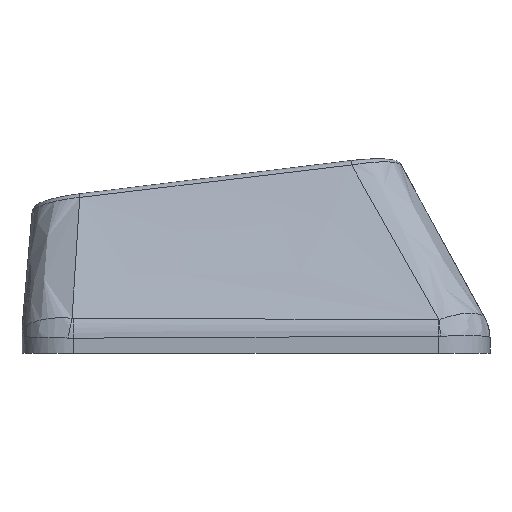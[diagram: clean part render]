
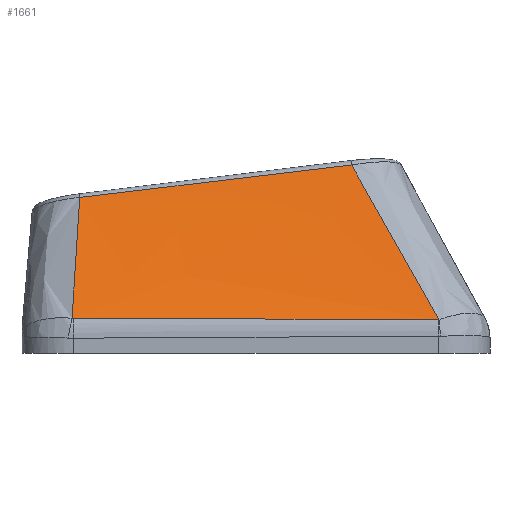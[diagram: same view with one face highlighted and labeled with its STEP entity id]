
A CAD part, left-side view. The second image highlights one B-rep face of the part: STEP entity #1661.
In plain terms, the highlighted free-form (B-spline) face has degree [3, 3] with [4, 4] control points.
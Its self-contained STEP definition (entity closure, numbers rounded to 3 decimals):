
#29=B_SPLINE_SURFACE_WITH_KNOTS('',3,3,((#3573,#3574,#3575,#3576),(#3577,
#3578,#3579,#3580),(#3581,#3582,#3583,#3584),(#3585,#3586,#3587,#3588)),
 .UNSPECIFIED.,.F.,.F.,.F.,(4,4),(4,4),(0.101,0.893),
(0.031,0.954),.UNSPECIFIED.);
#168=FACE_OUTER_BOUND('',#258,.T.);
#258=EDGE_LOOP('',(#1381,#1382,#1383,#1384,#1385,#1386));
#416=B_SPLINE_CURVE_WITH_KNOTS('',3,(#3431,#3432,#3433,#3434),
 .UNSPECIFIED.,.F.,.F.,(4,4),(0.,0.005),.UNSPECIFIED.);
#418=B_SPLINE_CURVE_WITH_KNOTS('',3,(#3458,#3459,#3460,#3461),
 .UNSPECIFIED.,.F.,.F.,(4,4),(0.,1.416),.UNSPECIFIED.);
#420=B_SPLINE_CURVE_WITH_KNOTS('',3,(#3485,#3486,#3487,#3488),
 .UNSPECIFIED.,.F.,.F.,(4,4),(0.,0.002),.UNSPECIFIED.);
#423=B_SPLINE_CURVE_WITH_KNOTS('',3,(#3590,#3591,#3592,#3593),
 .UNSPECIFIED.,.F.,.F.,(4,4),(0.025,0.771),
 .UNSPECIFIED.);
#424=B_SPLINE_CURVE_WITH_KNOTS('',3,(#3595,#3596,#3597,#3598),
 .UNSPECIFIED.,.F.,.F.,(4,4),(-1.062,0.),.UNSPECIFIED.);
#425=B_SPLINE_CURVE_WITH_KNOTS('',3,(#3599,#3600,#3601,#3602),
 .UNSPECIFIED.,.F.,.F.,(4,4),(-0.569,-0.021),
 .UNSPECIFIED.);
#749=VERTEX_POINT('',#3399);
#751=VERTEX_POINT('',#3429);
#753=VERTEX_POINT('',#3456);
#755=VERTEX_POINT('',#3483);
#762=VERTEX_POINT('',#3589);
#763=VERTEX_POINT('',#3594);
#972=EDGE_CURVE('',#751,#749,#416,.T.);
#975=EDGE_CURVE('',#753,#751,#418,.T.);
#978=EDGE_CURVE('',#755,#753,#420,.T.);
#990=EDGE_CURVE('',#762,#755,#423,.T.);
#991=EDGE_CURVE('',#763,#762,#424,.T.);
#992=EDGE_CURVE('',#749,#763,#425,.T.);
#1381=ORIENTED_EDGE('',*,*,#972,.F.);
#1382=ORIENTED_EDGE('',*,*,#975,.F.);
#1383=ORIENTED_EDGE('',*,*,#978,.F.);
#1384=ORIENTED_EDGE('',*,*,#990,.F.);
#1385=ORIENTED_EDGE('',*,*,#991,.F.);
#1386=ORIENTED_EDGE('',*,*,#992,.F.);
#1661=ADVANCED_FACE('',(#168),#29,.T.);
#3399=CARTESIAN_POINT('',(-8.864,7.138,0.361));
#3429=CARTESIAN_POINT('',(-8.867,7.086,0.356));
#3431=CARTESIAN_POINT('Ctrl Pts',(-8.867,7.086,0.356));
#3432=CARTESIAN_POINT('Ctrl Pts',(-8.867,7.103,0.356));
#3433=CARTESIAN_POINT('Ctrl Pts',(-8.866,7.121,0.358));
#3434=CARTESIAN_POINT('Ctrl Pts',(-8.864,7.138,0.361));
#3456=CARTESIAN_POINT('',(-8.936,-7.078,0.304));
#3458=CARTESIAN_POINT('Ctrl Pts',(-8.936,-7.078,0.304));
#3459=CARTESIAN_POINT('Ctrl Pts',(-8.919,-2.357,0.32));
#3460=CARTESIAN_POINT('Ctrl Pts',(-8.897,2.364,0.337));
#3461=CARTESIAN_POINT('Ctrl Pts',(-8.867,7.086,0.356));
#3483=CARTESIAN_POINT('',(-8.936,-7.099,0.305));
#3485=CARTESIAN_POINT('Ctrl Pts',(-8.936,-7.099,0.305));
#3486=CARTESIAN_POINT('Ctrl Pts',(-8.936,-7.092,0.305));
#3487=CARTESIAN_POINT('Ctrl Pts',(-8.936,-7.085,0.304));
#3488=CARTESIAN_POINT('Ctrl Pts',(-8.936,-7.078,0.304));
#3573=CARTESIAN_POINT('Ctrl Pts',(-6.065,-4.087,6.351));
#3574=CARTESIAN_POINT('Ctrl Pts',(-7.022,-5.091,4.336));
#3575=CARTESIAN_POINT('Ctrl Pts',(-7.979,-6.095,2.32));
#3576=CARTESIAN_POINT('Ctrl Pts',(-8.936,-7.099,0.304));
#3577=CARTESIAN_POINT('Ctrl Pts',(-6.065,-0.345,
5.91));
#3578=CARTESIAN_POINT('Ctrl Pts',(-7.022,-1.014,4.034));
#3579=CARTESIAN_POINT('Ctrl Pts',(-7.979,-1.684,2.159));
#3580=CARTESIAN_POINT('Ctrl Pts',(-8.936,-2.353,0.283));
#3581=CARTESIAN_POINT('Ctrl Pts',(-6.065,3.398,5.469));
#3582=CARTESIAN_POINT('Ctrl Pts',(-7.022,3.063,3.733));
#3583=CARTESIAN_POINT('Ctrl Pts',(-7.979,2.728,1.998));
#3584=CARTESIAN_POINT('Ctrl Pts',(-8.936,2.392,0.262));
#3585=CARTESIAN_POINT('Ctrl Pts',(-6.065,7.141,5.027));
#3586=CARTESIAN_POINT('Ctrl Pts',(-7.022,7.14,3.432));
#3587=CARTESIAN_POINT('Ctrl Pts',(-7.979,7.139,1.836));
#3588=CARTESIAN_POINT('Ctrl Pts',(-8.936,7.138,0.241));
#3589=CARTESIAN_POINT('',(-6.065,-3.706,6.306));
#3590=CARTESIAN_POINT('Ctrl Pts',(-6.065,-3.706,6.306));
#3591=CARTESIAN_POINT('Ctrl Pts',(-7.028,-4.842,4.311));
#3592=CARTESIAN_POINT('Ctrl Pts',(-7.984,-5.972,2.309));
#3593=CARTESIAN_POINT('Ctrl Pts',(-8.936,-7.099,0.305));
#3594=CARTESIAN_POINT('',(-6.075,6.84,5.046));
#3595=CARTESIAN_POINT('Ctrl Pts',(-6.075,6.84,5.046));
#3596=CARTESIAN_POINT('Ctrl Pts',(-6.072,3.325,5.464));
#3597=CARTESIAN_POINT('Ctrl Pts',(-6.069,-0.19,
5.884));
#3598=CARTESIAN_POINT('Ctrl Pts',(-6.065,-3.706,6.306));
#3599=CARTESIAN_POINT('Ctrl Pts',(-8.864,7.138,0.361));
#3600=CARTESIAN_POINT('Ctrl Pts',(-7.929,7.032,1.92));
#3601=CARTESIAN_POINT('Ctrl Pts',(-6.998,6.931,3.482));
#3602=CARTESIAN_POINT('Ctrl Pts',(-6.075,6.84,5.046));
